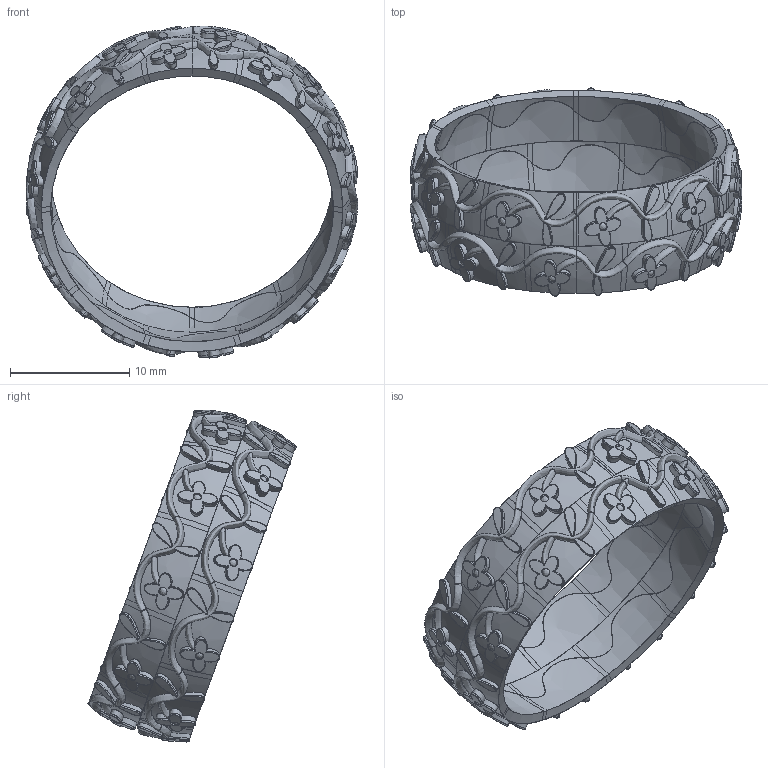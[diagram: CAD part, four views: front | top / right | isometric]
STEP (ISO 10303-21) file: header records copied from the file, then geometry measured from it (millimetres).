
FILE_DESCRIPTION(('FreeCAD Model'),'2;1');
FILE_NAME('Open CASCADE Shape Model','2025-05-04T09:34:12',('FreeCAD'),( 'FreeCAD'),'Open CASCADE STEP processor 7.6','FreeCAD','Unknown');
FILE_SCHEMA(('AUTOMOTIVE_DESIGN { 1 0 10303 214 1 1 1 1 }'));
Products named in the file (1): Open CASCADE STEP translator 7.6 1
Bounding box: 27.84 x 17.5 x 27.85 mm (x, y, z)
Surface area: 2342 mm2 (no closed solid volume)
Topology: 0 solids, 720 shells, 720 faces, 30541 edges, 30541 vertices
Faces by surface type: bspline 720
Entity records: 338162 total; most frequent: CARTESIAN_POINT 212076, ORIENTED_EDGE 30541, EDGE_CURVE 30541, VERTEX_POINT 30541, B_SPLINE_CURVE_WITH_KNOTS 30038, FACE_BOUND 775, EDGE_LOOP 775, SHELL_BASED_SURFACE_MODEL 720
